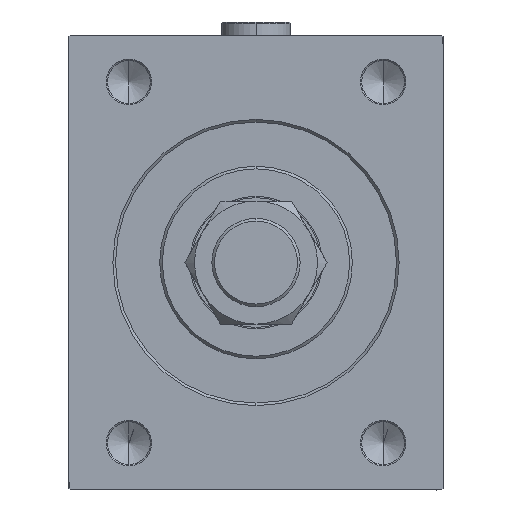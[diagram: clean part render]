
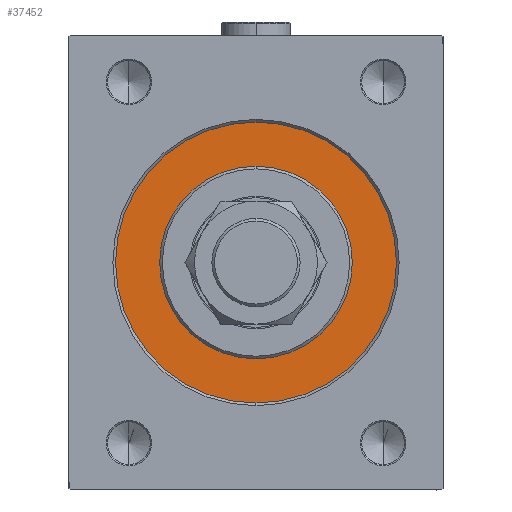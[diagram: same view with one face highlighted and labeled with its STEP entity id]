
A CAD part, left-side view. The second image highlights one B-rep face of the part: STEP entity #37452.
In plain terms, the highlighted face is planar.
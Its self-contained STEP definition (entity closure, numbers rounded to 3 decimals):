
#327 = CARTESIAN_POINT ( 'NONE',  ( 0., 0., -36. ) ) ;
#589 = DIRECTION ( 'NONE',  ( 0., 0., -1. ) ) ;
#3670 = CARTESIAN_POINT ( 'NONE',  ( 0., 0., 0. ) ) ;
#5313 = CIRCLE ( 'NONE', #40476, 36. ) ;
#6162 = ORIENTED_EDGE ( 'NONE', *, *, #9968, .F. ) ;
#6838 = AXIS2_PLACEMENT_3D ( 'NONE', #45146, #41054, #589 ) ;
#7349 = EDGE_CURVE ( 'NONE', #30546, #30112, #40413, .T. ) ;
#9544 = VERTEX_POINT ( 'NONE', #20408 ) ;
#9766 = DIRECTION ( 'NONE',  ( 0., 0., 1. ) ) ;
#9968 = EDGE_CURVE ( 'NONE', #9544, #18778, #21359, .T. ) ;
#10845 = CARTESIAN_POINT ( 'NONE',  ( 0., 0., 0. ) ) ;
#13055 = DIRECTION ( 'NONE',  ( 0., 0., 1. ) ) ;
#13619 = CARTESIAN_POINT ( 'NONE',  ( 0., 0., 52.5 ) ) ;
#13838 = DIRECTION ( 'NONE',  ( -1., 0., 0. ) ) ;
#15188 = EDGE_LOOP ( 'NONE', ( #6162, #33342 ) ) ;
#16847 = ORIENTED_EDGE ( 'NONE', *, *, #27628, .F. ) ;
#18778 = VERTEX_POINT ( 'NONE', #327 ) ;
#19714 = ORIENTED_EDGE ( 'NONE', *, *, #7349, .F. ) ;
#19759 = AXIS2_PLACEMENT_3D ( 'NONE', #10845, #39836, #21616 ) ;
#20408 = CARTESIAN_POINT ( 'NONE',  ( 0., 0., 36. ) ) ;
#21171 = PLANE ( 'NONE',  #30375 ) ;
#21359 = CIRCLE ( 'NONE', #6838, 36. ) ;
#21616 = DIRECTION ( 'NONE',  ( 0., 0., 1. ) ) ;
#22788 = DIRECTION ( 'NONE',  ( 1., 0., 0. ) ) ;
#23350 = AXIS2_PLACEMENT_3D ( 'NONE', #46204, #13838, #9766 ) ;
#27419 = DIRECTION ( 'NONE',  ( -1., 0., 0. ) ) ;
#27628 = EDGE_CURVE ( 'NONE', #30112, #30546, #41723, .T. ) ;
#30112 = VERTEX_POINT ( 'NONE', #47330 ) ;
#30375 = AXIS2_PLACEMENT_3D ( 'NONE', #46141, #27419, #13055 ) ;
#30546 = VERTEX_POINT ( 'NONE', #13619 ) ;
#31244 = FACE_BOUND ( 'NONE', #15188, .T. ) ;
#31490 = FACE_OUTER_BOUND ( 'NONE', #33145, .T. ) ;
#33145 = EDGE_LOOP ( 'NONE', ( #16847, #19714 ) ) ;
#33342 = ORIENTED_EDGE ( 'NONE', *, *, #41978, .F. ) ;
#37452 = ADVANCED_FACE ( 'NONE', ( #31244, #31490 ), #21171, .F. ) ;
#39836 = DIRECTION ( 'NONE',  ( -1., 0., 0. ) ) ;
#40413 = CIRCLE ( 'NONE', #19759, 52.5 ) ;
#40476 = AXIS2_PLACEMENT_3D ( 'NONE', #3670, #22788, #43911 ) ;
#41054 = DIRECTION ( 'NONE',  ( 1., 0., 0. ) ) ;
#41723 = CIRCLE ( 'NONE', #23350, 52.5 ) ;
#41978 = EDGE_CURVE ( 'NONE', #18778, #9544, #5313, .T. ) ;
#43911 = DIRECTION ( 'NONE',  ( 0., 0., -1. ) ) ;
#45146 = CARTESIAN_POINT ( 'NONE',  ( 0., 0., 0. ) ) ;
#46141 = CARTESIAN_POINT ( 'NONE',  ( 0., 0., 0. ) ) ;
#46204 = CARTESIAN_POINT ( 'NONE',  ( 0., 0., 0. ) ) ;
#47330 = CARTESIAN_POINT ( 'NONE',  ( 0., 0., -52.5 ) ) ;
